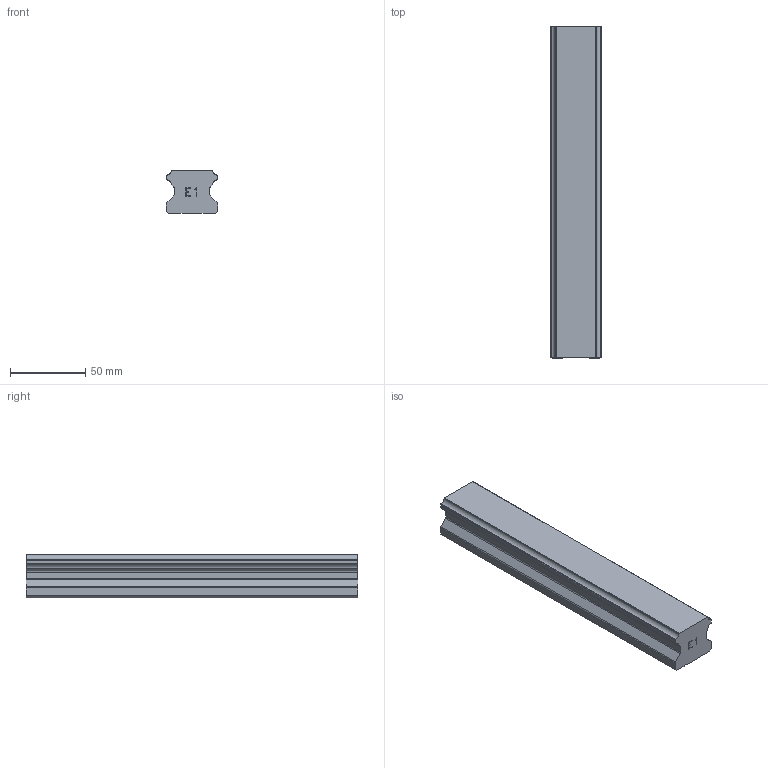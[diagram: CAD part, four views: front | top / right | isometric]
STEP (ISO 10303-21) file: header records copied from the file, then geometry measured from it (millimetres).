
FILE_DESCRIPTION(('STEP AP214'),'1');
FILE_NAME('cctmp_A8582740-34C1-4711-946F-68C01FC397B7_2021_01_28_09_39_45_0481..stp','2021-01-28T08:39:45',('HIWIN GmbH'),('CADClick - www.CADClick.com'),'Spatial InterOp 3D',' ','unknown authorization');
FILE_SCHEMA(('AUTOMOTIVE_DESIGN'));
Length unit declared in the file: millimetre
Products named in the file (1): HGR35T220C_FILE
Bounding box: 34 x 220 x 29 mm (x, y, z)
Volume: 185403 mm3; surface area: 31475.4 mm2
Topology: 1 solids, 1 shells, 127 faces, 357 edges, 233 vertices
Faces by surface type: plane 93, cylinder 28, cone 6
Entity records: 5057 total; most frequent: CARTESIAN_POINT 712, ORIENTED_EDGE 702, DIRECTION 663, EDGE_CURVE 351, LINE 295, VECTOR 295, VERTEX_POINT 233, AXIS2_PLACEMENT_3D 184
